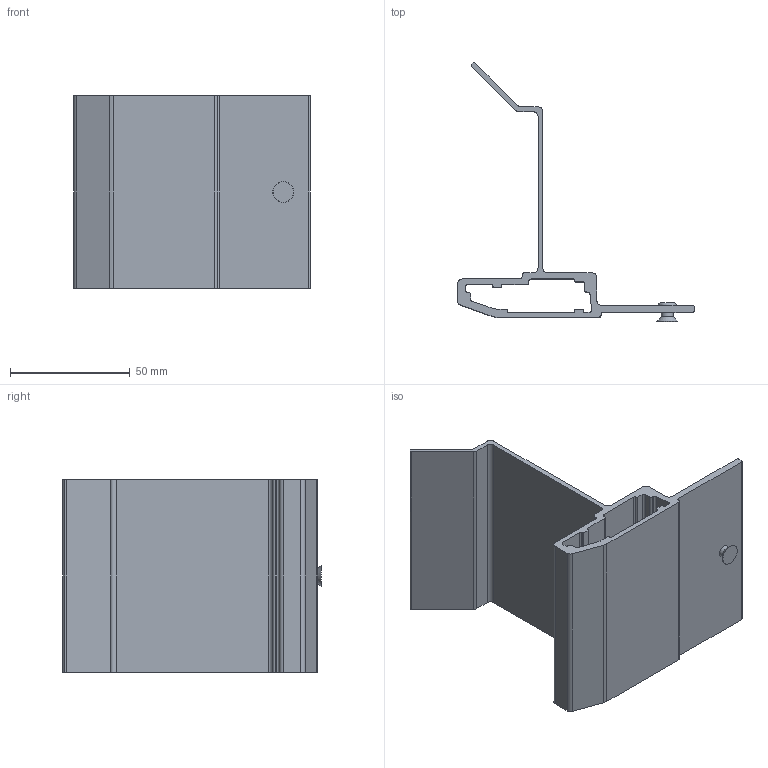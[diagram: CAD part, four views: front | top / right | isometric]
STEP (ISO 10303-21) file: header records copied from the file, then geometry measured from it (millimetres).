
FILE_DESCRIPTION(/* description */ (''),/* implementation_level */ '2;1');
FILE_NAME(/* name */ 'ULD Assembly_B40.step',/* time_stamp */ '2021-12-02T12:16:01+00:00',/* author */ (''),/* organization */ (''),/* preprocessor_version */ 'ST-DEVELOPER v18.1',/* originating_system */ 'Autodesk Translation Framework v10.10.0.1391',/* authorisation */ '');
FILE_SCHEMA (('AUTOMOTIVE_DESIGN { 1 0 10303 214 3 1 1 }'));
Length unit declared in the file: millimetre
Products named in the file (3): ULD Assembly_B40; 31160-02_Tubular Rivet (5 x 6,8 CSK); Component2
Assembly tree (2 placements, depth 2):
  ULD Assembly_B40
    31160-02_Tubular Rivet (5 x 6,8 CSK)
    Component2
Bounding box: 99 x 108.18 x 80.6 mm (x, y, z)
Volume: 58195 mm3; surface area: 46798.1 mm2
Topology: 2 solids, 2 shells, 95 faces, 271 edges, 180 vertices
Faces by surface type: plane 46, cylinder 45, cone 2, torus 2
Full cylindrical faces by diameter (mm): 3.6 x1, 5 x2
Entity records: 3228 total; most frequent: DIRECTION 567, CARTESIAN_POINT 550, ORIENTED_EDGE 540, EDGE_CURVE 270, AXIS2_PLACEMENT_3D 197, VERTEX_POINT 180, LINE 173, VECTOR 173
